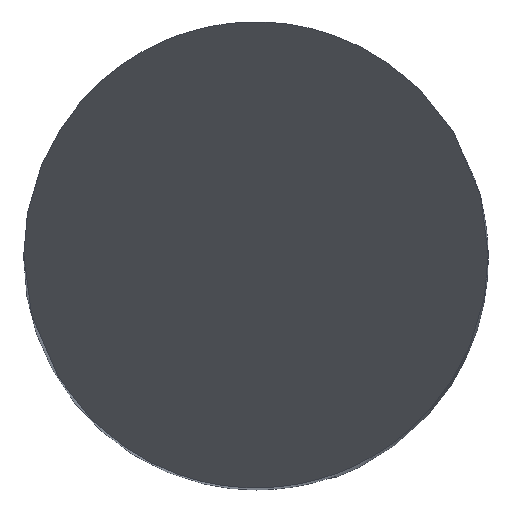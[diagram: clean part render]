
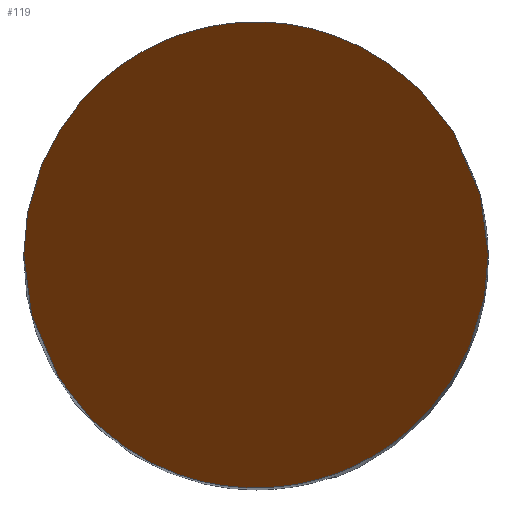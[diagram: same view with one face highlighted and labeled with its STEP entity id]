
A CAD part, top view. The second image highlights one B-rep face of the part: STEP entity #119.
In plain terms, the highlighted planar face has unit normal (0, -0.866, 0.5).
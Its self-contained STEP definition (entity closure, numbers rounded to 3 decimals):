
#119=ADVANCED_FACE('',(#154),#143,.T.);
#143=PLANE('',#469);
#154=FACE_OUTER_BOUND('',#178,.T.);
#178=EDGE_LOOP('',(#202,#203));
#202=ORIENTED_EDGE('',*,*,#353,.T.);
#203=ORIENTED_EDGE('',*,*,#354,.T.);
#316=VERTEX_POINT('',#615);
#317=VERTEX_POINT('',#616);
#353=EDGE_CURVE('',#316,#317,#418,.T.);
#354=EDGE_CURVE('',#317,#316,#419,.T.);
#418=(
BOUNDED_CURVE()
B_SPLINE_CURVE(3,(#611,#612,#613,#614),.UNSPECIFIED.,.F.,.F.)
B_SPLINE_CURVE_WITH_KNOTS((4,4),(0.,1.),.UNSPECIFIED.)
CURVE()
GEOMETRIC_REPRESENTATION_ITEM()
RATIONAL_B_SPLINE_CURVE((1.,0.333,0.333,1.))
REPRESENTATION_ITEM('')
);
#419=(
BOUNDED_CURVE()
B_SPLINE_CURVE(3,(#617,#618,#619,#620),.UNSPECIFIED.,.F.,.F.)
B_SPLINE_CURVE_WITH_KNOTS((4,4),(0.,1.),.UNSPECIFIED.)
CURVE()
GEOMETRIC_REPRESENTATION_ITEM()
RATIONAL_B_SPLINE_CURVE((1.,0.333,0.333,1.))
REPRESENTATION_ITEM('')
);
#469=AXIS2_PLACEMENT_3D('',#621,#506,#507);
#506=DIRECTION('',(0.,-0.866,0.5));
#507=DIRECTION('',(0.,0.5,0.866));
#611=CARTESIAN_POINT('',(-3.,0.,0.));
#612=CARTESIAN_POINT('',(-3.,-6.,-10.392));
#613=CARTESIAN_POINT('',(3.,-6.,-10.392));
#614=CARTESIAN_POINT('',(3.,0.,0.));
#615=CARTESIAN_POINT('',(-3.,0.,0.));
#616=CARTESIAN_POINT('',(3.,0.,0.));
#617=CARTESIAN_POINT('',(3.,0.,0.));
#618=CARTESIAN_POINT('',(3.,6.,10.392));
#619=CARTESIAN_POINT('',(-3.,6.,10.392));
#620=CARTESIAN_POINT('',(-3.,0.,0.));
#621=CARTESIAN_POINT('',(-51.746,3.,5.196));
